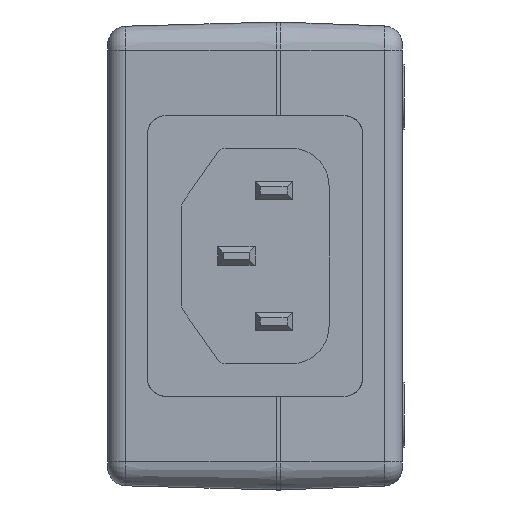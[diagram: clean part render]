
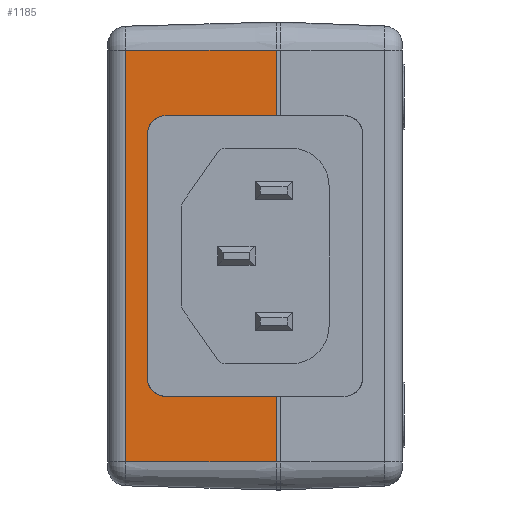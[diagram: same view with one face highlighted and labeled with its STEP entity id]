
A CAD part, left-side view. The second image highlights one B-rep face of the part: STEP entity #1185.
In plain terms, the highlighted planar face has unit normal (-1, 0.028, 0).
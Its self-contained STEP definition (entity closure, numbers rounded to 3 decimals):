
#41 = VECTOR ( 'NONE', #2760, 1000. ) ;
#61 = DIRECTION ( 'NONE',  ( 0., 0., -1. ) ) ;
#71 = EDGE_CURVE ( 'NONE', #3531, #3266, #191, .T. ) ;
#122 = DIRECTION ( 'NONE',  ( 0., 0., -1. ) ) ;
#157 = VERTEX_POINT ( 'NONE', #4393 ) ;
#181 = ORIENTED_EDGE ( 'NONE', *, *, #2033, .F. ) ;
#191 = LINE ( 'NONE', #4274, #1940 ) ;
#226 = VERTEX_POINT ( 'NONE', #3514 ) ;
#361 = CARTESIAN_POINT ( 'NONE',  ( -62.5, 13.5, -22. ) ) ;
#371 = CARTESIAN_POINT ( 'NONE',  ( -62.174, 25.25, 15. ) ) ;
#781 = ORIENTED_EDGE ( 'NONE', *, *, #71, .T. ) ;
#861 = CARTESIAN_POINT ( 'NONE',  ( -62.174, 25.25, -15. ) ) ;
#938 =( BOUNDED_CURVE ( )  B_SPLINE_CURVE ( 3, ( #2427, #4538, #2831, #371 ),
 .UNSPECIFIED., .F., .F. ) 
 B_SPLINE_CURVE_WITH_KNOTS ( ( 4, 4 ),
 ( 0., 1.571 ),
 .UNSPECIFIED. ) 
 CURVE ( )  GEOMETRIC_REPRESENTATION_ITEM ( )  RATIONAL_B_SPLINE_CURVE ( ( 1., 0.805, 0.805, 1. ) ) 
 REPRESENTATION_ITEM ( '' )  );
#967 = VERTEX_POINT ( 'NONE', #361 ) ;
#984 = VECTOR ( 'NONE', #5187, 1000. ) ;
#1101 = CARTESIAN_POINT ( 'NONE',  ( -62.5, 13.5, -22. ) ) ;
#1103 = VECTOR ( 'NONE', #3060, 1000. ) ;
#1163 = CARTESIAN_POINT ( 'NONE',  ( -62.118, 27.25, -14.172 ) ) ;
#1185 = ADVANCED_FACE ( 'NONE', ( #4467 ), #1366, .T. ) ;
#1223 = EDGE_CURVE ( 'NONE', #1744, #4404, #2317, .T. ) ;
#1331 = CARTESIAN_POINT ( 'NONE',  ( -62., 31.5, 15. ) ) ;
#1349 = CARTESIAN_POINT ( 'NONE',  ( -62.118, 27.25, 0. ) ) ;
#1366 = PLANE ( 'NONE',  #5001 ) ;
#1427 = LINE ( 'NONE', #1331, #984 ) ;
#1455 = VECTOR ( 'NONE', #122, 1000. ) ;
#1506 = VERTEX_POINT ( 'NONE', #3578 ) ;
#1548 = EDGE_CURVE ( 'NONE', #1600, #4404, #2013, .T. ) ;
#1600 = VERTEX_POINT ( 'NONE', #861 ) ;
#1738 = CARTESIAN_POINT ( 'NONE',  ( -62., 31.5, 0. ) ) ;
#1744 = VERTEX_POINT ( 'NONE', #4292 ) ;
#1868 = EDGE_CURVE ( 'NONE', #4261, #967, #3871, .T. ) ;
#1918 = CARTESIAN_POINT ( 'NONE',  ( -62., 31.5, -15. ) ) ;
#1940 = VECTOR ( 'NONE', #2175, 1000. ) ;
#1943 = EDGE_CURVE ( 'NONE', #1744, #226, #938, .T. ) ;
#2013 =( BOUNDED_CURVE ( )  B_SPLINE_CURVE ( 3, ( #5007, #2921, #1163, #3374 ),
 .UNSPECIFIED., .F., .F. ) 
 B_SPLINE_CURVE_WITH_KNOTS ( ( 4, 4 ),
 ( 4.712, 6.283 ),
 .UNSPECIFIED. ) 
 CURVE ( )  GEOMETRIC_REPRESENTATION_ITEM ( )  RATIONAL_B_SPLINE_CURVE ( ( 1., 0.805, 0.805, 1. ) ) 
 REPRESENTATION_ITEM ( '' )  );
#2022 = ORIENTED_EDGE ( 'NONE', *, *, #1943, .T. ) ;
#2033 = EDGE_CURVE ( 'NONE', #1506, #226, #1427, .T. ) ;
#2120 = EDGE_LOOP ( 'NONE', ( #3542, #781, #4687, #3221, #2729, #2549, #3624, #2022, #181, #4722 ) ) ;
#2175 = DIRECTION ( 'NONE',  ( 0., 0., -1. ) ) ;
#2188 = CARTESIAN_POINT ( 'NONE',  ( -62., 31.5, -22. ) ) ;
#2317 = LINE ( 'NONE', #1349, #1455 ) ;
#2427 = CARTESIAN_POINT ( 'NONE',  ( -62.118, 27.25, 13. ) ) ;
#2549 = ORIENTED_EDGE ( 'NONE', *, *, #1548, .T. ) ;
#2566 = VECTOR ( 'NONE', #3560, 1000. ) ;
#2672 = VECTOR ( 'NONE', #4835, 1000. ) ;
#2729 = ORIENTED_EDGE ( 'NONE', *, *, #4706, .F. ) ;
#2760 = DIRECTION ( 'NONE',  ( 0., 0., -1. ) ) ;
#2831 = CARTESIAN_POINT ( 'NONE',  ( -62.141, 26.422, 15. ) ) ;
#2897 = LINE ( 'NONE', #5146, #2566 ) ;
#2921 = CARTESIAN_POINT ( 'NONE',  ( -62.141, 26.422, -15. ) ) ;
#2930 = CARTESIAN_POINT ( 'NONE',  ( -62.054, 29.556, -22. ) ) ;
#3039 = CARTESIAN_POINT ( 'NONE',  ( -62.5, 13.5, -22. ) ) ;
#3060 = DIRECTION ( 'NONE',  ( 0., 0., -1. ) ) ;
#3062 = EDGE_CURVE ( 'NONE', #3266, #967, #3937, .T. ) ;
#3125 = LINE ( 'NONE', #1918, #2672 ) ;
#3221 = ORIENTED_EDGE ( 'NONE', *, *, #1868, .F. ) ;
#3266 = VERTEX_POINT ( 'NONE', #2930 ) ;
#3374 = CARTESIAN_POINT ( 'NONE',  ( -62.118, 27.25, -13. ) ) ;
#3413 = EDGE_CURVE ( 'NONE', #3531, #157, #2897, .T. ) ;
#3494 = DIRECTION ( 'NONE',  ( -0.028, -1., 0. ) ) ;
#3514 = CARTESIAN_POINT ( 'NONE',  ( -62.174, 25.25, 15. ) ) ;
#3531 = VERTEX_POINT ( 'NONE', #4445 ) ;
#3542 = ORIENTED_EDGE ( 'NONE', *, *, #3413, .F. ) ;
#3560 = DIRECTION ( 'NONE',  ( -0.028, -1., 0. ) ) ;
#3578 = CARTESIAN_POINT ( 'NONE',  ( -62.5, 13.5, 15. ) ) ;
#3624 = ORIENTED_EDGE ( 'NONE', *, *, #1223, .F. ) ;
#3754 = LINE ( 'NONE', #3039, #1103 ) ;
#3871 = LINE ( 'NONE', #1101, #41 ) ;
#3937 = LINE ( 'NONE', #2188, #4205 ) ;
#4021 = CARTESIAN_POINT ( 'NONE',  ( -62.5, 13.5, -15. ) ) ;
#4205 = VECTOR ( 'NONE', #3494, 1000. ) ;
#4261 = VERTEX_POINT ( 'NONE', #4021 ) ;
#4274 = CARTESIAN_POINT ( 'NONE',  ( -62.054, 29.556, 0. ) ) ;
#4292 = CARTESIAN_POINT ( 'NONE',  ( -62.118, 27.25, 13. ) ) ;
#4393 = CARTESIAN_POINT ( 'NONE',  ( -62.5, 13.5, 22. ) ) ;
#4404 = VERTEX_POINT ( 'NONE', #4974 ) ;
#4445 = CARTESIAN_POINT ( 'NONE',  ( -62.054, 29.556, 22. ) ) ;
#4467 = FACE_OUTER_BOUND ( 'NONE', #2120, .T. ) ;
#4538 = CARTESIAN_POINT ( 'NONE',  ( -62.118, 27.25, 14.172 ) ) ;
#4687 = ORIENTED_EDGE ( 'NONE', *, *, #3062, .T. ) ;
#4706 = EDGE_CURVE ( 'NONE', #1600, #4261, #3125, .T. ) ;
#4722 = ORIENTED_EDGE ( 'NONE', *, *, #5135, .F. ) ;
#4835 = DIRECTION ( 'NONE',  ( -0.028, -1., 0. ) ) ;
#4974 = CARTESIAN_POINT ( 'NONE',  ( -62.118, 27.25, -13. ) ) ;
#5001 = AXIS2_PLACEMENT_3D ( 'NONE', #1738, #5049, #61 ) ;
#5007 = CARTESIAN_POINT ( 'NONE',  ( -62.174, 25.25, -15. ) ) ;
#5049 = DIRECTION ( 'NONE',  ( -1., 0.028, 0. ) ) ;
#5135 = EDGE_CURVE ( 'NONE', #157, #1506, #3754, .T. ) ;
#5146 = CARTESIAN_POINT ( 'NONE',  ( -62., 31.5, 22. ) ) ;
#5187 = DIRECTION ( 'NONE',  ( 0.028, 1., 0. ) ) ;
